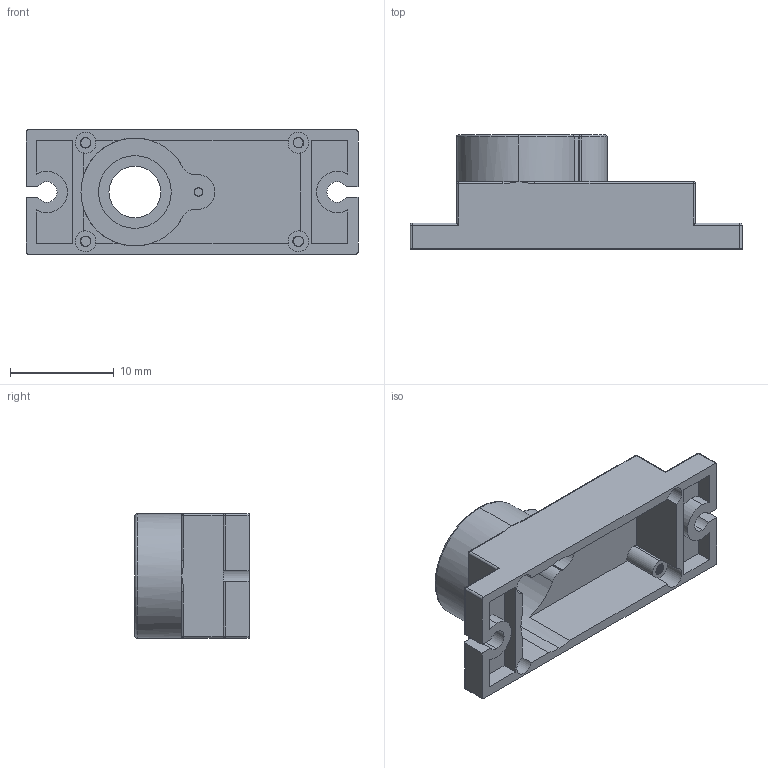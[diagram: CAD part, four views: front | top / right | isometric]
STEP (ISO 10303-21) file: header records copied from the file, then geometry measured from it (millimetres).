
FILE_DESCRIPTION (( 'STEP AP214' ), '1' );
FILE_NAME ('Piece3.STEP', '2015-07-21T18:34:43', ( '' ), ( '' ), 'SwSTEP 2.0', 'SolidWorks 2015', '' );
FILE_SCHEMA (( 'AUTOMOTIVE_DESIGN' ));
Length unit declared in the file: millimetre
Products named in the file (1): Piece3
Bounding box: 32 x 11 x 12 mm (x, y, z)
Volume: 935.6 mm3; surface area: 2158.1 mm2
Topology: 1 solids, 1 shells, 330 faces, 900 edges, 567 vertices
Faces by surface type: cylinder 223, plane 52, cone 24, bspline 14, torus 9, sphere 8
Entity records: 16670 total; most frequent: CARTESIAN_POINT 9220, ORIENTED_EDGE 1772, DIRECTION 1400, EDGE_CURVE 886, VERTEX_POINT 567, AXIS2_PLACEMENT_3D 531, EDGE_LOOP 341, VECTOR 338
